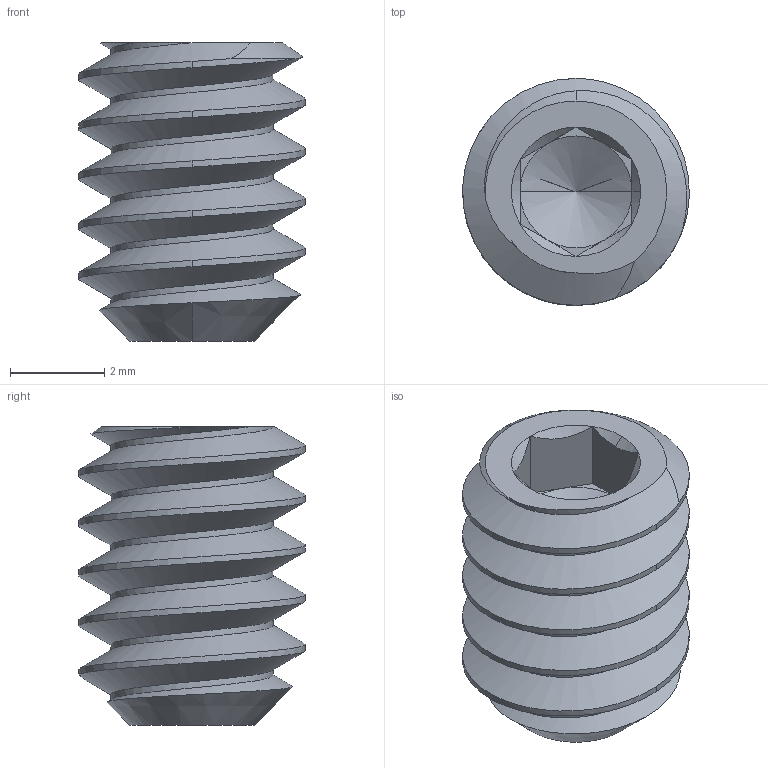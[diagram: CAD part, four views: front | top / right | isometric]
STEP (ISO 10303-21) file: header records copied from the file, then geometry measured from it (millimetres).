
FILE_DESCRIPTION (( 'STEP AP203' ), '1' );
FILE_NAME ('92313A238_Super-Corrosion-Resistant Cup-Point Set Screw.STEP', '2021-09-10T03:57:14', ( 'Administrator' ), ( 'Managed by Terraform' ), 'SwSTEP 2.0', 'SolidWorks 2017', '' );
FILE_SCHEMA (( 'CONFIG_CONTROL_DESIGN' ));
Length unit declared in the file: inch
Products named in the file (1): 92313A238_Super-Corrosion-Resistant Cup-Point Set Screw
Bounding box: 4.82 x 4.83 x 6.35 mm (x, y, z)
Volume: 72.8 mm3; surface area: 168.7 mm2
Topology: 1 solids, 1 shells, 43 faces, 103 edges, 59 vertices
Faces by surface type: cone 16, plane 13, cylinder 11, bspline 3
Entity records: 2333 total; most frequent: CARTESIAN_POINT 1390, ORIENTED_EDGE 198, DIRECTION 159, EDGE_CURVE 99, AXIS2_PLACEMENT_3D 61, VERTEX_POINT 59, EDGE_LOOP 44, ADVANCED_FACE 43
